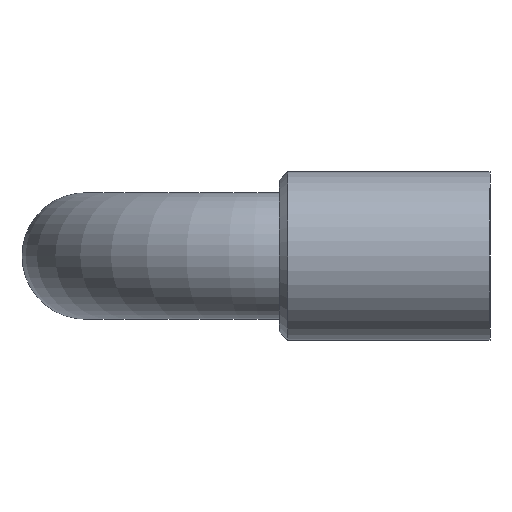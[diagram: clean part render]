
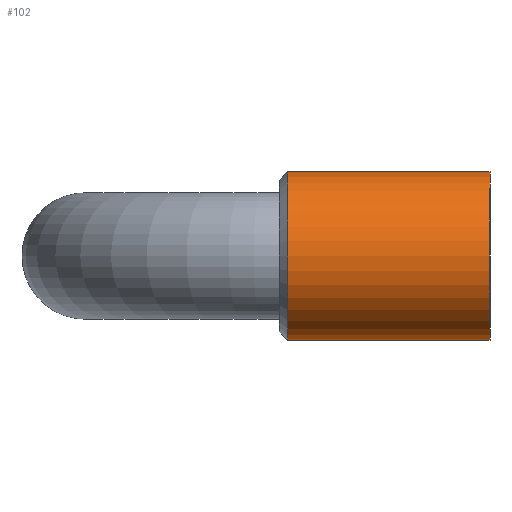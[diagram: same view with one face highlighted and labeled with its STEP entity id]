
A CAD part, left-side view. The second image highlights one B-rep face of the part: STEP entity #102.
In plain terms, the highlighted cylindrical face has radius 10 mm (diameter 20 mm), a full revolution.
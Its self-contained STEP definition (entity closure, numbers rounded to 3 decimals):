
#22=CYLINDRICAL_SURFACE('',#126,10.);
#27=ORIENTED_EDGE('',*,*,#43,.T.);
#28=ORIENTED_EDGE('',*,*,#41,.T.);
#41=EDGE_CURVE('',#49,#49,#57,.T.);
#43=EDGE_CURVE('',#51,#51,#59,.T.);
#49=VERTEX_POINT('',#179);
#51=VERTEX_POINT('',#184);
#57=CIRCLE('',#124,10.);
#59=CIRCLE('',#127,10.);
#67=EDGE_LOOP('',(#27));
#68=EDGE_LOOP('',(#28));
#83=FACE_BOUND('',#67,.T.);
#84=FACE_BOUND('',#68,.T.);
#102=ADVANCED_FACE('',(#83,#84),#22,.T.);
#124=AXIS2_PLACEMENT_3D('',#178,#144,#145);
#126=AXIS2_PLACEMENT_3D('',#182,#148,#149);
#127=AXIS2_PLACEMENT_3D('',#183,#150,#151);
#144=DIRECTION('',(0.,1.,0.));
#145=DIRECTION('',(1.,0.,0.));
#148=DIRECTION('',(0.,-1.,0.));
#149=DIRECTION('',(0.,0.,-1.));
#150=DIRECTION('',(0.,-1.,0.));
#151=DIRECTION('',(0.,0.,-1.));
#178=CARTESIAN_POINT('',(0.,0.,0.));
#179=CARTESIAN_POINT('',(10.,0.,0.));
#182=CARTESIAN_POINT('',(0.,25.,0.));
#183=CARTESIAN_POINT('',(0.,24.,0.));
#184=CARTESIAN_POINT('',(0.,24.,-10.));
